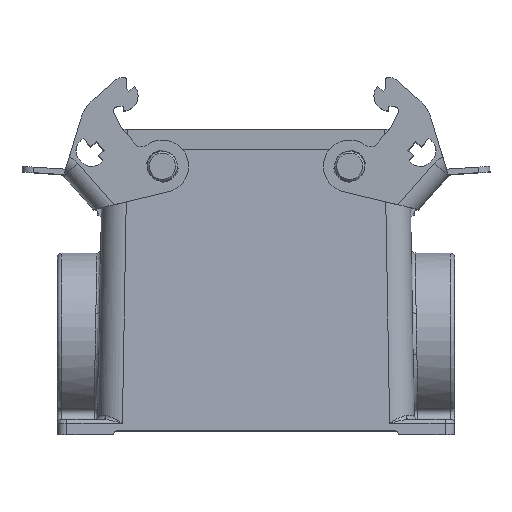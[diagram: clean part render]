
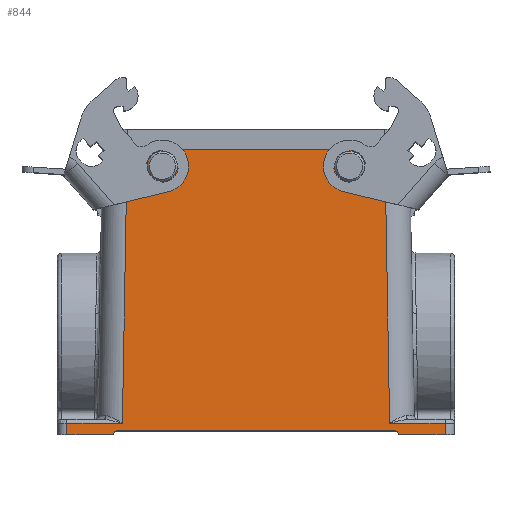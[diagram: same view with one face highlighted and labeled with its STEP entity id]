
A CAD part, top view. The second image highlights one B-rep face of the part: STEP entity #844.
In plain terms, the highlighted planar face has unit normal (0, 0.018, 1).
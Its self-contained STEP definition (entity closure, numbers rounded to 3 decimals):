
#256=ELLIPSE('',#9478,1.,1.);
#257=ELLIPSE('',#9479,1.,1.);
#258=ELLIPSE('',#9480,2.4,2.4);
#259=ELLIPSE('',#9481,2.4,2.4);
#260=ELLIPSE('',#9482,2.4,2.4);
#261=ELLIPSE('',#9483,2.4,2.4);
#330=B_SPLINE_CURVE_WITH_KNOTS('',3,(#13272,#13273,#13274,#13275,#13276),
 .UNSPECIFIED.,.F.,.F.,(4,1,4),(0.,0.5,1.),.UNSPECIFIED.);
#331=B_SPLINE_CURVE_WITH_KNOTS('',3,(#13280,#13281,#13282,#13283,#13284),
 .UNSPECIFIED.,.F.,.F.,(4,1,4),(0.,0.5,1.),.UNSPECIFIED.);
#477=PLANE('',#9484);
#681=FACE_BOUND('',#2071,.T.);
#682=FACE_BOUND('',#2072,.T.);
#683=FACE_BOUND('',#2073,.T.);
#844=ADVANCED_FACE('112',(#681,#682,#683),#477,.T.);
#2071=EDGE_LOOP('',(#4260,#4261,#4262,#4263,#4264,#4265,#4266,#4267,#4268,
#4269,#4270,#4271,#4272,#4273));
#2072=EDGE_LOOP('',(#4274,#4275));
#2073=EDGE_LOOP('',(#4276,#4277));
#2741=LINE('',#13278,#3469);
#2742=LINE('',#13286,#3470);
#2743=LINE('',#13288,#3471);
#2744=LINE('',#13290,#3472);
#2745=LINE('',#13292,#3473);
#2746=LINE('',#13296,#3474);
#2747=LINE('',#13300,#3475);
#2748=LINE('',#13302,#3476);
#2749=LINE('',#13304,#3477);
#2750=LINE('',#13306,#3478);
#3469=VECTOR('',#10531,1.);
#3470=VECTOR('',#10532,1.);
#3471=VECTOR('',#10533,1.);
#3472=VECTOR('',#10534,1.);
#3473=VECTOR('',#10535,1.);
#3474=VECTOR('',#10538,1.);
#3475=VECTOR('',#10541,1.);
#3476=VECTOR('',#10542,1.);
#3477=VECTOR('',#10543,1.);
#3478=VECTOR('',#10544,1.);
#4260=ORIENTED_EDGE('',*,*,#7814,.F.);
#4261=ORIENTED_EDGE('',*,*,#7815,.F.);
#4262=ORIENTED_EDGE('',*,*,#7816,.F.);
#4263=ORIENTED_EDGE('',*,*,#7817,.T.);
#4264=ORIENTED_EDGE('',*,*,#7818,.T.);
#4265=ORIENTED_EDGE('',*,*,#7819,.T.);
#4266=ORIENTED_EDGE('',*,*,#7820,.T.);
#4267=ORIENTED_EDGE('',*,*,#7821,.T.);
#4268=ORIENTED_EDGE('',*,*,#7822,.T.);
#4269=ORIENTED_EDGE('',*,*,#7823,.T.);
#4270=ORIENTED_EDGE('',*,*,#7824,.T.);
#4271=ORIENTED_EDGE('',*,*,#7825,.T.);
#4272=ORIENTED_EDGE('',*,*,#7826,.T.);
#4273=ORIENTED_EDGE('',*,*,#7827,.T.);
#4274=ORIENTED_EDGE('',*,*,#7828,.F.);
#4275=ORIENTED_EDGE('',*,*,#7829,.F.);
#4276=ORIENTED_EDGE('',*,*,#7830,.F.);
#4277=ORIENTED_EDGE('',*,*,#7831,.F.);
#6933=VERTEX_POINT('',#13267);
#6935=VERTEX_POINT('',#13271);
#6936=VERTEX_POINT('',#13279);
#6937=VERTEX_POINT('',#13285);
#6938=VERTEX_POINT('',#13287);
#6939=VERTEX_POINT('',#13289);
#6940=VERTEX_POINT('',#13291);
#6941=VERTEX_POINT('',#13293);
#6942=VERTEX_POINT('',#13295);
#6943=VERTEX_POINT('',#13297);
#6944=VERTEX_POINT('',#13299);
#6945=VERTEX_POINT('',#13301);
#6946=VERTEX_POINT('',#13303);
#6947=VERTEX_POINT('',#13305);
#6948=VERTEX_POINT('',#13308);
#6949=VERTEX_POINT('',#13309);
#6950=VERTEX_POINT('',#13312);
#6951=VERTEX_POINT('',#13313);
#7814=EDGE_CURVE('2186',#6935,#6933,#330,.T.);
#7815=EDGE_CURVE('2184',#6936,#6935,#2741,.T.);
#7816=EDGE_CURVE('2182',#6937,#6936,#331,.T.);
#7817=EDGE_CURVE('2245',#6937,#6938,#2742,.T.);
#7818=EDGE_CURVE('1081',#6938,#6939,#2743,.T.);
#7819=EDGE_CURVE('1007',#6939,#6940,#2744,.T.);
#7820=EDGE_CURVE('968',#6940,#6941,#2745,.T.);
#7821=EDGE_CURVE('970',#6941,#6942,#256,.T.);
#7822=EDGE_CURVE('963',#6942,#6943,#2746,.T.);
#7823=EDGE_CURVE('971',#6943,#6944,#257,.T.);
#7824=EDGE_CURVE('967',#6944,#6945,#2747,.T.);
#7825=EDGE_CURVE('1001',#6945,#6946,#2748,.T.);
#7826=EDGE_CURVE('1085',#6946,#6947,#2749,.T.);
#7827=EDGE_CURVE('2248',#6947,#6933,#2750,.T.);
#7828=EDGE_CURVE('1364',#6948,#6949,#258,.T.);
#7829=EDGE_CURVE('1363',#6949,#6948,#259,.T.);
#7830=EDGE_CURVE('1394',#6950,#6951,#260,.T.);
#7831=EDGE_CURVE('1393',#6951,#6950,#261,.T.);
#9478=AXIS2_PLACEMENT_3D('',#13294,#10536,#10537);
#9479=AXIS2_PLACEMENT_3D('',#13298,#10539,#10540);
#9480=AXIS2_PLACEMENT_3D('',#13307,#10545,#10546);
#9481=AXIS2_PLACEMENT_3D('',#13310,#10547,#10548);
#9482=AXIS2_PLACEMENT_3D('',#13311,#10549,#10550);
#9483=AXIS2_PLACEMENT_3D('',#13314,#10551,#10552);
#9484=AXIS2_PLACEMENT_3D('',#13315,#10553,#10554);
#10531=DIRECTION('',(1.,0.,0.));
#10532=DIRECTION('',(-0.017,-1.,0.017));
#10533=DIRECTION('',(-1.,0.,0.));
#10534=DIRECTION('',(0.,-1.,0.017));
#10535=DIRECTION('',(1.,0.,0.));
#10536=DIRECTION('',(0.,-0.017,-1.));
#10537=DIRECTION('',(0.,-1.,0.017));
#10538=DIRECTION('',(1.,0.,0.));
#10539=DIRECTION('',(0.,-0.017,-1.));
#10540=DIRECTION('',(0.,1.,-0.017));
#10541=DIRECTION('',(1.,0.,0.));
#10542=DIRECTION('',(0.,1.,-0.017));
#10543=DIRECTION('',(-1.,0.,0.));
#10544=DIRECTION('',(-0.017,1.,-0.017));
#10545=DIRECTION('',(0.,0.017,1.));
#10546=DIRECTION('',(0.,-1.,0.017));
#10547=DIRECTION('',(0.,0.017,1.));
#10548=DIRECTION('',(0.,-1.,0.017));
#10549=DIRECTION('',(0.,0.017,1.));
#10550=DIRECTION('',(0.,-1.,0.017));
#10551=DIRECTION('',(0.,0.017,1.));
#10552=DIRECTION('',(0.,-1.,0.017));
#10553=DIRECTION('',(0.,0.017,1.));
#10554=DIRECTION('',(1.,0.,0.));
#13267=CARTESIAN_POINT('',(34.401,75.,28.));
#13271=CARTESIAN_POINT('',(34.4,75.,28.));
#13272=CARTESIAN_POINT('',(34.4,75.,28.));
#13273=CARTESIAN_POINT('',(34.4,75.,28.));
#13274=CARTESIAN_POINT('',(34.401,75.,28.));
#13275=CARTESIAN_POINT('',(34.401,75.,28.));
#13276=CARTESIAN_POINT('',(34.401,75.,28.));
#13278=CARTESIAN_POINT('',(-34.4,75.,28.));
#13279=CARTESIAN_POINT('',(-34.4,75.,28.));
#13280=CARTESIAN_POINT('',(-34.401,75.,28.));
#13281=CARTESIAN_POINT('',(-34.401,75.,28.));
#13282=CARTESIAN_POINT('',(-34.401,75.,28.));
#13283=CARTESIAN_POINT('',(-34.4,75.,28.));
#13284=CARTESIAN_POINT('',(-34.4,75.,28.));
#13285=CARTESIAN_POINT('',(-34.401,75.,28.));
#13286=CARTESIAN_POINT('',(-34.401,75.,28.));
#13287=CARTESIAN_POINT('',(-35.675,2.017,29.274));
#13288=CARTESIAN_POINT('',(-54.703,2.017,29.274));
#13289=CARTESIAN_POINT('',(-50.5,2.017,29.274));
#13290=CARTESIAN_POINT('',(-50.5,75.,28.));
#13291=CARTESIAN_POINT('',(-50.5,-1.,29.327));
#13292=CARTESIAN_POINT('',(-50.5,-1.,29.327));
#13293=CARTESIAN_POINT('',(-38.,-1.,29.327));
#13294=CARTESIAN_POINT('',(-37.,-1.,29.327));
#13295=CARTESIAN_POINT('',(-37.,0.,29.309));
#13296=CARTESIAN_POINT('',(-37.,0.,29.309));
#13297=CARTESIAN_POINT('',(37.,0.,29.309));
#13298=CARTESIAN_POINT('',(37.,-1.,29.327));
#13299=CARTESIAN_POINT('',(38.,-1.,29.327));
#13300=CARTESIAN_POINT('',(38.,-1.,29.327));
#13301=CARTESIAN_POINT('',(50.5,-1.,29.327));
#13302=CARTESIAN_POINT('',(50.5,75.,28.));
#13303=CARTESIAN_POINT('',(50.5,2.017,29.274));
#13304=CARTESIAN_POINT('',(-54.703,2.017,29.274));
#13305=CARTESIAN_POINT('',(35.675,2.017,29.274));
#13306=CARTESIAN_POINT('',(35.675,2.017,29.274));
#13307=CARTESIAN_POINT('',(25.,70.6,28.077));
#13308=CARTESIAN_POINT('',(22.6,70.6,28.077));
#13309=CARTESIAN_POINT('',(27.4,70.6,28.077));
#13310=CARTESIAN_POINT('',(25.,70.6,28.077));
#13311=CARTESIAN_POINT('',(-25.,70.6,28.077));
#13312=CARTESIAN_POINT('',(-27.4,70.6,28.077));
#13313=CARTESIAN_POINT('',(-22.6,70.6,28.077));
#13314=CARTESIAN_POINT('',(-25.,70.6,28.077));
#13315=CARTESIAN_POINT('',(-54.703,75.,28.));
